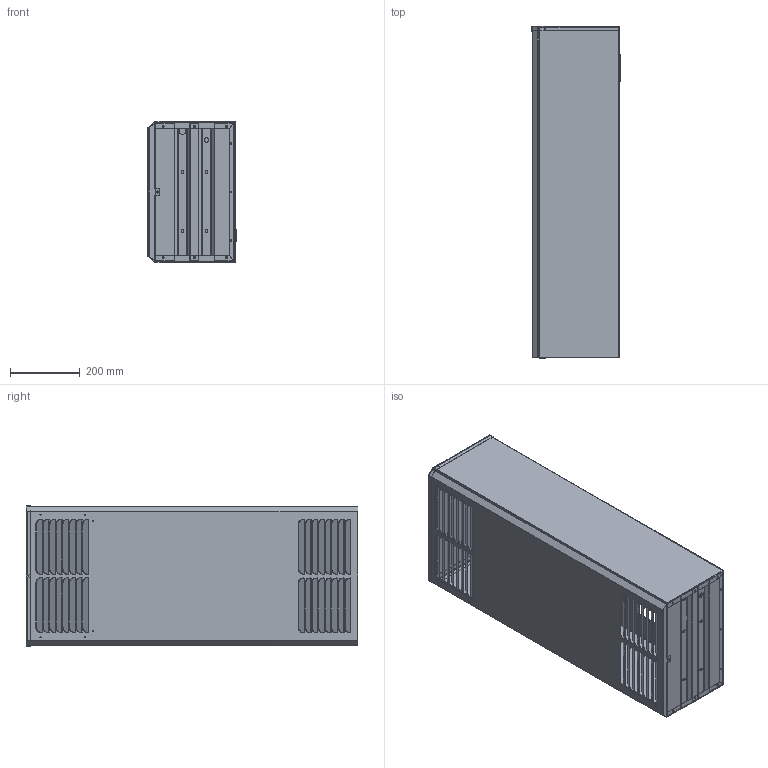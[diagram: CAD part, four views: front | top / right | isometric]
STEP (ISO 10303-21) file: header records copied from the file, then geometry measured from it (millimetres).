
FILE_DESCRIPTION (( 'STEP AP203' ), '1' );
FILE_NAME ('O2000-MONTAJ.STEP', '2023-01-25T08:15:56', ( '' ), ( '' ), 'SwSTEP 2.0', 'SolidWorks 2011', '' );
FILE_SCHEMA (( 'CONFIG_CONTROL_DESIGN' ));
Length unit declared in the file: millimetre
Products named in the file (8): O2000-ONKAPAK; O2000-MONTAJ; O2000-ARKAPAK; O2000-MUDAHALEKAPAK; Digital Display Controller-K; O2000-USTKAPAK; O2000-GOVDE; O2000-MOTORALTSACÝ
Assembly tree (7 placements, depth 2):
  O2000-MONTAJ
    O2000-MOTORALTSACÝ
    O2000-ONKAPAK
    O2000-GOVDE
    O2000-MUDAHALEKAPAK
    O2000-ARKAPAK
    O2000-USTKAPAK
    Digital Display Controller-K
Bounding box: 253.51 x 954.76 x 404.11 mm (x, y, z)
Volume: 1533093.4 mm3; surface area: 3091980.7 mm2
Topology: 7 solids, 7 shells, 1847 faces, 5029 edges, 3142 vertices
Faces by surface type: cylinder 901, plane 662, bspline 284
Entity records: 62470 total; most frequent: CARTESIAN_POINT 16179, ORIENTED_EDGE 10058, DIRECTION 8741, EDGE_CURVE 5029, AXIS2_PLACEMENT_3D 3171, VERTEX_POINT 3142, LINE 2399, VECTOR 2399
